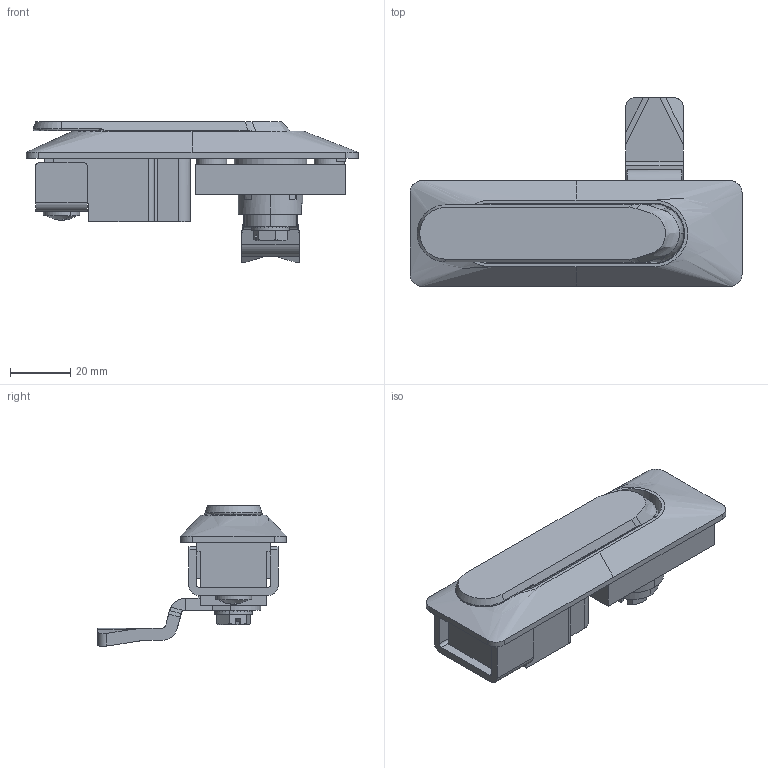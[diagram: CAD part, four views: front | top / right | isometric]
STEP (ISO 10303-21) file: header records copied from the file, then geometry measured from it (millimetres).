
FILE_DESCRIPTION (( 'STEP AP203' ), '1' );
FILE_NAME ('318.20.2.47.STEP', '2020-12-02T08:24:34', ( '' ), ( '' ), 'SwSTEP 2.0', 'SolidWorks 2019', '' );
FILE_SCHEMA (( 'CONFIG_CONTROL_DESIGN' ));
Products named in the file (1): 318.20.2.47
Bounding box: 110 x 62.5 x 46.7 mm (x, y, z)
Volume: 55784.4 mm3; surface area: 42146.9 mm2
Topology: 13 solids, 13 shells, 867 faces, 2604 edges, 1783 vertices
Faces by surface type: plane 476, cylinder 221, bspline 96, torus 36, cone 32, sphere 6
Entity records: 41207 total; most frequent: CARTESIAN_POINT 19323, ORIENTED_EDGE 5174, DIRECTION 3744, EDGE_CURVE 2587, VERTEX_POINT 1778, AXIS2_PLACEMENT_3D 1282, VECTOR 1180, LINE 1180
